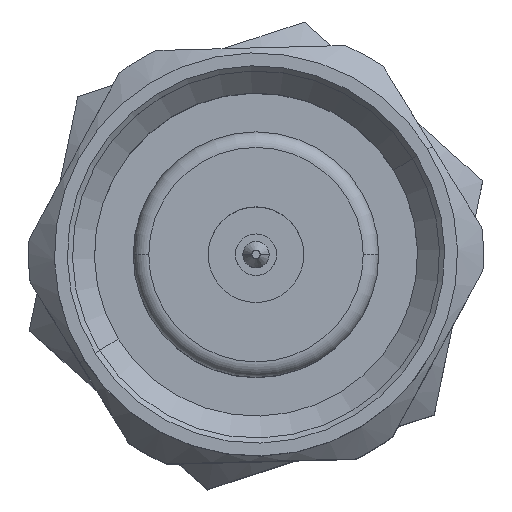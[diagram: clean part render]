
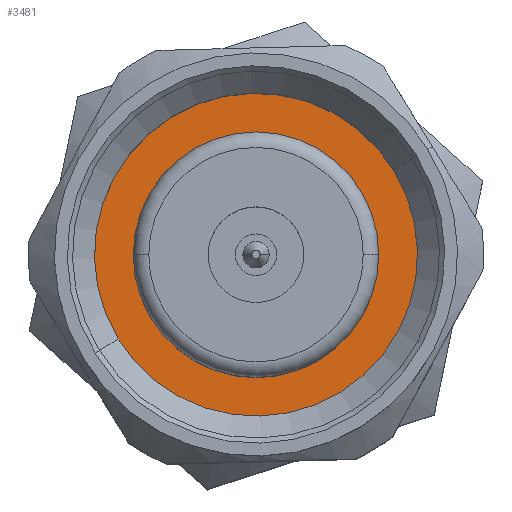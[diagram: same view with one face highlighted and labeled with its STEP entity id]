
A CAD part, top view. The second image highlights one B-rep face of the part: STEP entity #3481.
In plain terms, the highlighted planar face has unit normal (0, 0, 1).
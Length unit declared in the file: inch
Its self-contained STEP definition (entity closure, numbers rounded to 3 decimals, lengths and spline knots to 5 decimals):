
#227 = FACE_BOUND ( 'NONE', #8717, .T. ) ;
#236 = CARTESIAN_POINT ( 'NONE',  ( -3.32498, 0.53042, 0.23071 ) ) ;
#434 = EDGE_CURVE ( 'NONE', #4717, #3579, #4934, .T. ) ;
#1315 = VERTEX_POINT ( 'NONE', #4904 ) ;
#1319 = AXIS2_PLACEMENT_3D ( 'NONE', #6182, #6161, #7290 ) ;
#1352 = CIRCLE ( 'NONE', #2135, 0.0935 ) ;
#1448 = CARTESIAN_POINT ( 'NONE',  ( -3.199, 0.53042, 0.23071 ) ) ;
#1598 = CIRCLE ( 'NONE', #2054, 0.12598 ) ;
#1805 = ORIENTED_EDGE ( 'NONE', *, *, #5205, .T. ) ;
#1866 = CARTESIAN_POINT ( 'NONE',  ( -3.32498, 0.53042, 0.23071 ) ) ;
#1906 = EDGE_LOOP ( 'NONE', ( #2901, #6907 ) ) ;
#2054 = AXIS2_PLACEMENT_3D ( 'NONE', #236, #6967, #8408 ) ;
#2135 = AXIS2_PLACEMENT_3D ( 'NONE', #8950, #9090, #7428 ) ;
#2556 = CARTESIAN_POINT ( 'NONE',  ( -3.32498, 0.53042, 0.23071 ) ) ;
#2901 = ORIENTED_EDGE ( 'NONE', *, *, #8683, .T. ) ;
#3391 = DIRECTION ( 'NONE',  ( 1., 0., 0. ) ) ;
#3481 = ADVANCED_FACE ( 'NONE', ( #227, #5567 ), #7208, .T. ) ;
#3579 = VERTEX_POINT ( 'NONE', #4967 ) ;
#3672 = ORIENTED_EDGE ( 'NONE', *, *, #6082, .T. ) ;
#3735 = CARTESIAN_POINT ( 'NONE',  ( -3.23148, 0.53042, 0.23071 ) ) ;
#3841 = AXIS2_PLACEMENT_3D ( 'NONE', #2556, #4874, #7151 ) ;
#4124 = DIRECTION ( 'NONE',  ( 0., 0., 1. ) ) ;
#4717 = VERTEX_POINT ( 'NONE', #1448 ) ;
#4874 = DIRECTION ( 'NONE',  ( 0., 0., 1. ) ) ;
#4904 = CARTESIAN_POINT ( 'NONE',  ( -3.41849, 0.53042, 0.23071 ) ) ;
#4934 = CIRCLE ( 'NONE', #5069, 0.12598 ) ;
#4967 = CARTESIAN_POINT ( 'NONE',  ( -3.45097, 0.53042, 0.23071 ) ) ;
#5069 = AXIS2_PLACEMENT_3D ( 'NONE', #1866, #4124, #3391 ) ;
#5205 = EDGE_CURVE ( 'NONE', #1315, #7664, #9084, .T. ) ;
#5567 = FACE_OUTER_BOUND ( 'NONE', #1906, .T. ) ;
#6082 = EDGE_CURVE ( 'NONE', #7664, #1315, #1352, .T. ) ;
#6161 = DIRECTION ( 'NONE',  ( 0., 0., -1. ) ) ;
#6182 = CARTESIAN_POINT ( 'NONE',  ( -3.32498, 0.53042, 0.23071 ) ) ;
#6907 = ORIENTED_EDGE ( 'NONE', *, *, #434, .T. ) ;
#6967 = DIRECTION ( 'NONE',  ( 0., 0., 1. ) ) ;
#7151 = DIRECTION ( 'NONE',  ( 1., 0., 0. ) ) ;
#7208 = PLANE ( 'NONE',  #3841 ) ;
#7290 = DIRECTION ( 'NONE',  ( 1., 0., 0. ) ) ;
#7428 = DIRECTION ( 'NONE',  ( 1., 0., 0. ) ) ;
#7664 = VERTEX_POINT ( 'NONE', #3735 ) ;
#8408 = DIRECTION ( 'NONE',  ( 1., 0., 0. ) ) ;
#8683 = EDGE_CURVE ( 'NONE', #3579, #4717, #1598, .T. ) ;
#8717 = EDGE_LOOP ( 'NONE', ( #1805, #3672 ) ) ;
#8950 = CARTESIAN_POINT ( 'NONE',  ( -3.32498, 0.53042, 0.23071 ) ) ;
#9084 = CIRCLE ( 'NONE', #1319, 0.0935 ) ;
#9090 = DIRECTION ( 'NONE',  ( 0., 0., -1. ) ) ;
